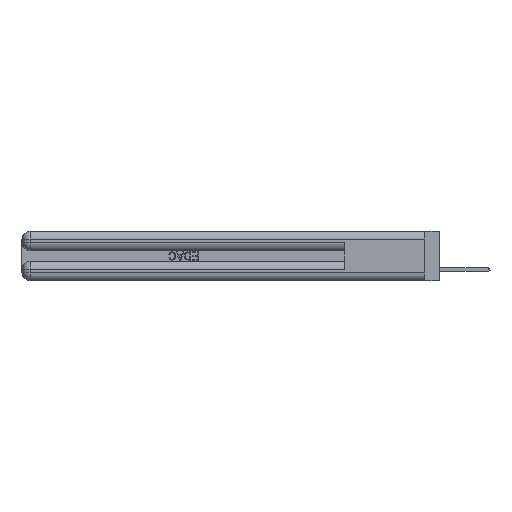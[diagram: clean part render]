
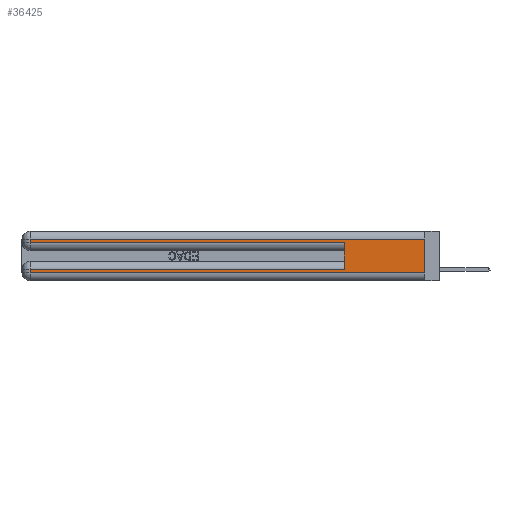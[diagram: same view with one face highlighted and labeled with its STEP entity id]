
A CAD part, left-side view. The second image highlights one B-rep face of the part: STEP entity #36425.
In plain terms, the highlighted planar face has unit normal (-1, 0, 0).
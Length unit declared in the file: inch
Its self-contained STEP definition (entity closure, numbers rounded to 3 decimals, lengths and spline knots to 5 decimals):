
#559 = DIRECTION ( 'NONE',  ( 0., 1., 0. ) ) ;
#701 = LINE ( 'NONE', #23446, #12393 ) ;
#1644 = CARTESIAN_POINT ( 'NONE',  ( 0., 0.6, 0.085 ) ) ;
#1946 = EDGE_CURVE ( 'NONE', #14019, #10636, #35347, .T. ) ;
#2099 = CARTESIAN_POINT ( 'NONE',  ( 0., 0., 0.06 ) ) ;
#2296 = LINE ( 'NONE', #31324, #5537 ) ;
#2630 = CARTESIAN_POINT ( 'NONE',  ( 0., 0., 0.31 ) ) ;
#3671 = ORIENTED_EDGE ( 'NONE', *, *, #31058, .T. ) ;
#4079 = LINE ( 'NONE', #2630, #20970 ) ;
#4492 = VERTEX_POINT ( 'NONE', #28859 ) ;
#4501 = LINE ( 'NONE', #20686, #33125 ) ;
#4664 = VECTOR ( 'NONE', #559, 39.37008 ) ;
#5537 = VECTOR ( 'NONE', #28585, 39.37008 ) ;
#5725 = DIRECTION ( 'NONE',  ( 0., -1., 0. ) ) ;
#6639 = DIRECTION ( 'NONE',  ( 0., 0., -1. ) ) ;
#6703 = CARTESIAN_POINT ( 'NONE',  ( 0., 2.94, 0.06 ) ) ;
#7100 = CARTESIAN_POINT ( 'NONE',  ( 0., 0., 0.37 ) ) ;
#7206 = EDGE_CURVE ( 'NONE', #29627, #4492, #28744, .T. ) ;
#7484 = VECTOR ( 'NONE', #37106, 39.37008 ) ;
#7646 = VERTEX_POINT ( 'NONE', #19513 ) ;
#8174 = EDGE_CURVE ( 'NONE', #32199, #4492, #34238, .T. ) ;
#8479 = VERTEX_POINT ( 'NONE', #14551 ) ;
#9583 = ORIENTED_EDGE ( 'NONE', *, *, #8174, .F. ) ;
#9695 = CARTESIAN_POINT ( 'NONE',  ( 0., 0., 0.085 ) ) ;
#9784 = ORIENTED_EDGE ( 'NONE', *, *, #7206, .T. ) ;
#10636 = VERTEX_POINT ( 'NONE', #6703 ) ;
#12201 = CARTESIAN_POINT ( 'NONE',  ( 0., 2.94, 0.285 ) ) ;
#12393 = VECTOR ( 'NONE', #22909, 39.37008 ) ;
#13484 = PLANE ( 'NONE',  #37763 ) ;
#14019 = VERTEX_POINT ( 'NONE', #26606 ) ;
#14551 = CARTESIAN_POINT ( 'NONE',  ( 0., 2.94, 0.31 ) ) ;
#14753 = VERTEX_POINT ( 'NONE', #2099 ) ;
#15616 = ORIENTED_EDGE ( 'NONE', *, *, #1946, .T. ) ;
#18090 = DIRECTION ( 'NONE',  ( 0., -1., 0. ) ) ;
#19513 = CARTESIAN_POINT ( 'NONE',  ( 0., 0., 0.31 ) ) ;
#19595 = CARTESIAN_POINT ( 'NONE',  ( 0., 0.6, 0.145 ) ) ;
#20686 = CARTESIAN_POINT ( 'NONE',  ( 0., 0., 0.06 ) ) ;
#20970 = VECTOR ( 'NONE', #23586, 39.37008 ) ;
#21198 = VECTOR ( 'NONE', #18090, 39.37008 ) ;
#21419 = EDGE_CURVE ( 'NONE', #10636, #14753, #4501, .T. ) ;
#22079 = EDGE_CURVE ( 'NONE', #7646, #14753, #701, .T. ) ;
#22909 = DIRECTION ( 'NONE',  ( 0., 0., -1. ) ) ;
#23446 = CARTESIAN_POINT ( 'NONE',  ( 0., 0., 0.37 ) ) ;
#23586 = DIRECTION ( 'NONE',  ( 0., 1., 0. ) ) ;
#23734 = CARTESIAN_POINT ( 'NONE',  ( 0., 0., 0.285 ) ) ;
#23754 = ORIENTED_EDGE ( 'NONE', *, *, #35852, .T. ) ;
#24726 = FACE_OUTER_BOUND ( 'NONE', #36105, .T. ) ;
#26606 = CARTESIAN_POINT ( 'NONE',  ( 0., 2.94, 0.085 ) ) ;
#26732 = LINE ( 'NONE', #9695, #4664 ) ;
#28585 = DIRECTION ( 'NONE',  ( 0., 0., -1. ) ) ;
#28744 = LINE ( 'NONE', #23734, #21198 ) ;
#28859 = CARTESIAN_POINT ( 'NONE',  ( 0., 0.6, 0.285 ) ) ;
#29607 = EDGE_CURVE ( 'NONE', #32199, #14019, #26732, .T. ) ;
#29627 = VERTEX_POINT ( 'NONE', #12201 ) ;
#29740 = VECTOR ( 'NONE', #6639, 39.37008 ) ;
#30046 = ORIENTED_EDGE ( 'NONE', *, *, #29607, .T. ) ;
#31058 = EDGE_CURVE ( 'NONE', #7646, #8479, #4079, .T. ) ;
#31104 = DIRECTION ( 'NONE',  ( 0., 0., -1. ) ) ;
#31324 = CARTESIAN_POINT ( 'NONE',  ( 0., 2.94, 0.37 ) ) ;
#32199 = VERTEX_POINT ( 'NONE', #1644 ) ;
#33006 = CARTESIAN_POINT ( 'NONE',  ( 0., 2.94, 0.37 ) ) ;
#33125 = VECTOR ( 'NONE', #5725, 39.37008 ) ;
#34238 = LINE ( 'NONE', #19595, #7484 ) ;
#35347 = LINE ( 'NONE', #33006, #29740 ) ;
#35494 = ORIENTED_EDGE ( 'NONE', *, *, #22079, .F. ) ;
#35852 = EDGE_CURVE ( 'NONE', #8479, #29627, #2296, .T. ) ;
#36105 = EDGE_LOOP ( 'NONE', ( #35494, #3671, #23754, #9784, #9583, #30046, #15616, #36615 ) ) ;
#36425 = ADVANCED_FACE ( 'NONE', ( #24726 ), #13484, .F. ) ;
#36615 = ORIENTED_EDGE ( 'NONE', *, *, #21419, .T. ) ;
#37106 = DIRECTION ( 'NONE',  ( 0., 0., 1. ) ) ;
#37473 = DIRECTION ( 'NONE',  ( 1., 0., 0. ) ) ;
#37763 = AXIS2_PLACEMENT_3D ( 'NONE', #7100, #37473, #31104 ) ;
